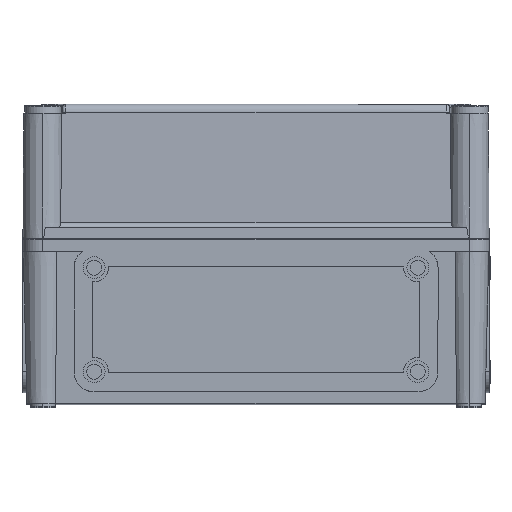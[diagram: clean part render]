
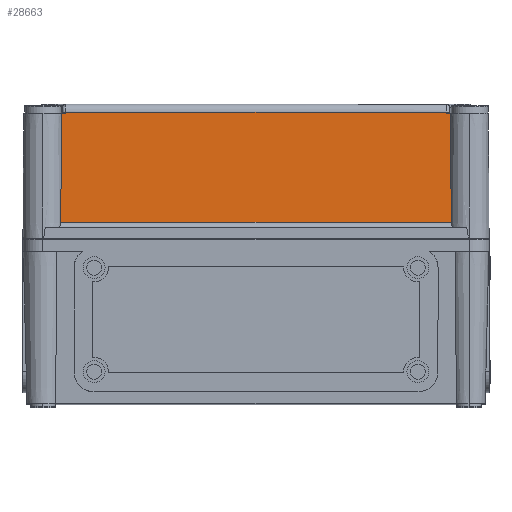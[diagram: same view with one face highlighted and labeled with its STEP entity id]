
A CAD part, top view. The second image highlights one B-rep face of the part: STEP entity #28663.
In plain terms, the highlighted planar face has unit normal (0, 0.019, 1).
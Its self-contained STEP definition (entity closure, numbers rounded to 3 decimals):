
#1371 = EDGE_CURVE ( 'NONE', #16853, #27858, #19629, .T. ) ;
#1830 = CARTESIAN_POINT ( 'NONE',  ( 127., 74.5, 181.081 ) ) ;
#3021 = VECTOR ( 'NONE', #4623, 1000. ) ;
#3820 = DIRECTION ( 'NONE',  ( -1., 0., 0. ) ) ;
#4462 = DIRECTION ( 'NONE',  ( 0., 0.019, 1. ) ) ;
#4623 = DIRECTION ( 'NONE',  ( -1., 0., 0. ) ) ;
#4667 = VERTEX_POINT ( 'NONE', #12397 ) ;
#5998 = ORIENTED_EDGE ( 'NONE', *, *, #31282, .T. ) ;
#6152 = VERTEX_POINT ( 'NONE', #30031 ) ;
#6857 = ORIENTED_EDGE ( 'NONE', *, *, #9048, .T. ) ;
#7161 = VECTOR ( 'NONE', #3820, 1000. ) ;
#7180 = ORIENTED_EDGE ( 'NONE', *, *, #17295, .T. ) ;
#7450 = VECTOR ( 'NONE', #31656, 1000. ) ;
#7700 = CARTESIAN_POINT ( 'NONE',  ( -113.546, 74.699, 181.077 ) ) ;
#8795 = CARTESIAN_POINT ( 'NONE',  ( 113.537, 75.096, 181.069 ) ) ;
#9029 = CARTESIAN_POINT ( 'NONE',  ( 113.542, 74.897, 181.073 ) ) ;
#9048 = EDGE_CURVE ( 'NONE', #6152, #16853, #18379, .T. ) ;
#9228 = ORIENTED_EDGE ( 'NONE', *, *, #18965, .T. ) ;
#9498 = DIRECTION ( 'NONE',  ( 0., -1., 0.019 ) ) ;
#10802 = CARTESIAN_POINT ( 'NONE',  ( -116.131, 74.5, 181.081 ) ) ;
#10891 = VERTEX_POINT ( 'NONE', #33985 ) ;
#10942 = CARTESIAN_POINT ( 'NONE',  ( 113.546, 74.699, 181.077 ) ) ;
#11294 = CARTESIAN_POINT ( 'NONE',  ( 116.166, 52.651, 181.5 ) ) ;
#11585 = VERTEX_POINT ( 'NONE', #27089 ) ;
#11892 = PLANE ( 'NONE',  #26570 ) ;
#12397 = CARTESIAN_POINT ( 'NONE',  ( 116.304, 9.442, 182.33 ) ) ;
#13630 = DIRECTION ( 'NONE',  ( 1., 0., 0. ) ) ;
#14147 = CARTESIAN_POINT ( 'NONE',  ( -132.387, 6.5, 182.387 ) ) ;
#14186 =( BOUNDED_CURVE ( )  B_SPLINE_CURVE ( 3, ( #27492, #18823, #11294, #21749 ),
 .UNSPECIFIED., .F., .F. ) 
 B_SPLINE_CURVE_WITH_KNOTS ( ( 4, 4 ),
 ( 1.372, 1.484 ),
 .UNSPECIFIED. ) 
 CURVE ( )  GEOMETRIC_REPRESENTATION_ITEM ( )  RATIONAL_B_SPLINE_CURVE ( ( 1., 0.999, 0.999, 1. ) ) 
 REPRESENTATION_ITEM ( '' )  );
#14910 = CARTESIAN_POINT ( 'NONE',  ( -116.304, 9.442, 182.33 ) ) ;
#15244 = CARTESIAN_POINT ( 'NONE',  ( -113.537, 75.096, 181.069 ) ) ;
#15425 = LINE ( 'NONE', #31486, #3021 ) ;
#16853 = VERTEX_POINT ( 'NONE', #10802 ) ;
#17295 = EDGE_CURVE ( 'NONE', #27858, #4667, #22609, .T. ) ;
#17562 = ORIENTED_EDGE ( 'NONE', *, *, #24874, .T. ) ;
#18379 = LINE ( 'NONE', #23499, #7450 ) ;
#18530 = CARTESIAN_POINT ( 'NONE',  ( -113.551, 74.5, 181.081 ) ) ;
#18823 = CARTESIAN_POINT ( 'NONE',  ( 116.224, 30.943, 181.917 ) ) ;
#18965 = EDGE_CURVE ( 'NONE', #10891, #24276, #30394, .T. ) ;
#19030 = CARTESIAN_POINT ( 'NONE',  ( -116.166, 52.651, 181.5 ) ) ;
#19629 =( BOUNDED_CURVE ( )  B_SPLINE_CURVE ( 3, ( #33434, #19030, #20468, #14910 ),
 .UNSPECIFIED., .F., .F. ) 
 B_SPLINE_CURVE_WITH_KNOTS ( ( 4, 4 ),
 ( 4.8, 4.911 ),
 .UNSPECIFIED. ) 
 CURVE ( )  GEOMETRIC_REPRESENTATION_ITEM ( )  RATIONAL_B_SPLINE_CURVE ( ( 1., 0.999, 0.999, 1. ) ) 
 REPRESENTATION_ITEM ( '' )  );
#19887 = CARTESIAN_POINT ( 'NONE',  ( 113.551, 74.5, 181.081 ) ) ;
#20468 = CARTESIAN_POINT ( 'NONE',  ( -116.224, 30.943, 181.917 ) ) ;
#21749 = CARTESIAN_POINT ( 'NONE',  ( 116.131, 74.5, 181.081 ) ) ;
#22224 = VECTOR ( 'NONE', #13630, 1000. ) ;
#22387 = EDGE_LOOP ( 'NONE', ( #32081, #33383, #6857, #28151, #7180, #17562, #9228, #5998 ) ) ;
#22533 = B_SPLINE_CURVE_WITH_KNOTS ( 'NONE', 3,
 ( #19887, #10942, #9029, #8795 ),
 .UNSPECIFIED., .F., .F.,
 ( 4, 4 ),
 ( 0.065, 0.066 ),
 .UNSPECIFIED. ) ;
#22609 = LINE ( 'NONE', #23966, #22224 ) ;
#23158 = CARTESIAN_POINT ( 'NONE',  ( 113.551, 74.5, 181.081 ) ) ;
#23499 = CARTESIAN_POINT ( 'NONE',  ( 127., 74.5, 181.081 ) ) ;
#23966 = CARTESIAN_POINT ( 'NONE',  ( -132.387, 9.442, 182.33 ) ) ;
#24276 = VERTEX_POINT ( 'NONE', #23158 ) ;
#24874 = EDGE_CURVE ( 'NONE', #4667, #10891, #14186, .T. ) ;
#25375 = CARTESIAN_POINT ( 'NONE',  ( -116.304, 9.442, 182.33 ) ) ;
#26064 = FACE_OUTER_BOUND ( 'NONE', #22387, .T. ) ;
#26513 = CARTESIAN_POINT ( 'NONE',  ( -113.537, 75.096, 181.069 ) ) ;
#26570 = AXIS2_PLACEMENT_3D ( 'NONE', #14147, #4462, #9498 ) ;
#27089 = CARTESIAN_POINT ( 'NONE',  ( 113.537, 75.096, 181.069 ) ) ;
#27492 = CARTESIAN_POINT ( 'NONE',  ( 116.304, 9.442, 182.33 ) ) ;
#27858 = VERTEX_POINT ( 'NONE', #25375 ) ;
#28151 = ORIENTED_EDGE ( 'NONE', *, *, #1371, .T. ) ;
#28663 = ADVANCED_FACE ( 'NONE', ( #26064 ), #11892, .T. ) ;
#30031 = CARTESIAN_POINT ( 'NONE',  ( -113.551, 74.5, 181.081 ) ) ;
#30394 = LINE ( 'NONE', #1830, #7161 ) ;
#31282 = EDGE_CURVE ( 'NONE', #24276, #11585, #22533, .T. ) ;
#31486 = CARTESIAN_POINT ( 'NONE',  ( -115.98, 75.096, 181.069 ) ) ;
#31656 = DIRECTION ( 'NONE',  ( -1., 0., 0. ) ) ;
#32081 = ORIENTED_EDGE ( 'NONE', *, *, #34473, .T. ) ;
#32765 = B_SPLINE_CURVE_WITH_KNOTS ( 'NONE', 3,
 ( #26513, #34448, #7700, #18530 ),
 .UNSPECIFIED., .F., .F.,
 ( 4, 4 ),
 ( 0., 0.001 ),
 .UNSPECIFIED. ) ;
#33383 = ORIENTED_EDGE ( 'NONE', *, *, #34806, .T. ) ;
#33434 = CARTESIAN_POINT ( 'NONE',  ( -116.131, 74.5, 181.081 ) ) ;
#33985 = CARTESIAN_POINT ( 'NONE',  ( 116.131, 74.5, 181.081 ) ) ;
#34448 = CARTESIAN_POINT ( 'NONE',  ( -113.542, 74.897, 181.073 ) ) ;
#34473 = EDGE_CURVE ( 'NONE', #11585, #34718, #15425, .T. ) ;
#34718 = VERTEX_POINT ( 'NONE', #15244 ) ;
#34806 = EDGE_CURVE ( 'NONE', #34718, #6152, #32765, .T. ) ;
